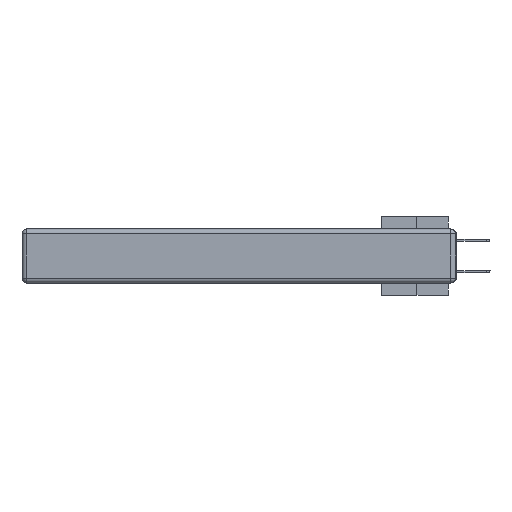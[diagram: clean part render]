
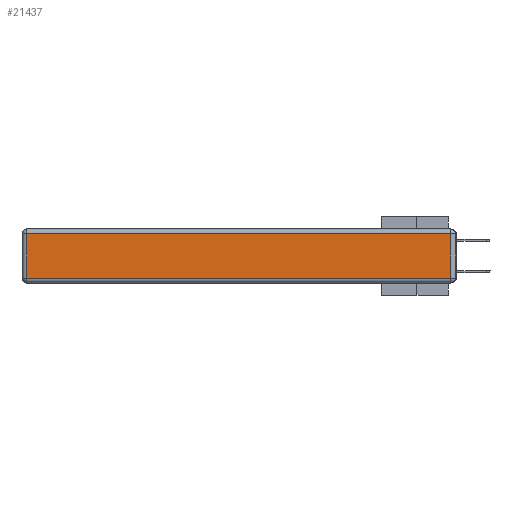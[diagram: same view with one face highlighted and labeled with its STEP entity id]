
A CAD part, left-side view. The second image highlights one B-rep face of the part: STEP entity #21437.
In plain terms, the highlighted planar face has unit normal (-1, 0, 0).
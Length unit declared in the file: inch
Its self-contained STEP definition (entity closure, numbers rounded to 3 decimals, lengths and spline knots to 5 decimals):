
#194 = VERTEX_POINT ( 'NONE', #23262 ) ;
#411 = CARTESIAN_POINT ( 'NONE',  ( 0., 2.75, -0.03 ) ) ;
#2035 = CARTESIAN_POINT ( 'NONE',  ( 0., 2.72, -0.03 ) ) ;
#4162 = VERTEX_POINT ( 'NONE', #7027 ) ;
#5054 = EDGE_CURVE ( 'NONE', #25117, #194, #10236, .T. ) ;
#5118 = VERTEX_POINT ( 'NONE', #2035 ) ;
#6456 = DIRECTION ( 'NONE',  ( 0., -1., 0. ) ) ;
#7027 = CARTESIAN_POINT ( 'NONE',  ( 0., 2.72, -0.313 ) ) ;
#7230 = DIRECTION ( 'NONE',  ( 0., 0., 1. ) ) ;
#7881 = CARTESIAN_POINT ( 'NONE',  ( 0., 0.03, -0.313 ) ) ;
#10037 = AXIS2_PLACEMENT_3D ( 'NONE', #22196, #11695, #30067 ) ;
#10236 = LINE ( 'NONE', #12683, #22198 ) ;
#10601 = FACE_OUTER_BOUND ( 'NONE', #21685, .T. ) ;
#11695 = DIRECTION ( 'NONE',  ( -1., 0., 0. ) ) ;
#11807 = PLANE ( 'NONE',  #10037 ) ;
#12643 = ORIENTED_EDGE ( 'NONE', *, *, #5054, .T. ) ;
#12683 = CARTESIAN_POINT ( 'NONE',  ( 0., 0.03, -0.343 ) ) ;
#14544 = EDGE_CURVE ( 'NONE', #4162, #25117, #28202, .T. ) ;
#15052 = VECTOR ( 'NONE', #15961, 39.37008 ) ;
#15961 = DIRECTION ( 'NONE',  ( 0., 1., 0. ) ) ;
#16009 = LINE ( 'NONE', #32569, #26415 ) ;
#19080 = CARTESIAN_POINT ( 'NONE',  ( 0., 0., -0.313 ) ) ;
#20692 = EDGE_CURVE ( 'NONE', #194, #5118, #26595, .T. ) ;
#20825 = ORIENTED_EDGE ( 'NONE', *, *, #14544, .T. ) ;
#21218 = ORIENTED_EDGE ( 'NONE', *, *, #20692, .T. ) ;
#21437 = ADVANCED_FACE ( 'NONE', ( #10601 ), #11807, .T. ) ;
#21685 = EDGE_LOOP ( 'NONE', ( #20825, #12643, #21218, #29018 ) ) ;
#22196 = CARTESIAN_POINT ( 'NONE',  ( 0., 0., -0.343 ) ) ;
#22198 = VECTOR ( 'NONE', #7230, 39.37008 ) ;
#22245 = DIRECTION ( 'NONE',  ( 0., 0., -1. ) ) ;
#23262 = CARTESIAN_POINT ( 'NONE',  ( 0., 0.03, -0.03 ) ) ;
#23513 = EDGE_CURVE ( 'NONE', #5118, #4162, #16009, .T. ) ;
#25117 = VERTEX_POINT ( 'NONE', #7881 ) ;
#25412 = VECTOR ( 'NONE', #6456, 39.37008 ) ;
#26415 = VECTOR ( 'NONE', #22245, 39.37008 ) ;
#26595 = LINE ( 'NONE', #411, #15052 ) ;
#28202 = LINE ( 'NONE', #19080, #25412 ) ;
#29018 = ORIENTED_EDGE ( 'NONE', *, *, #23513, .T. ) ;
#30067 = DIRECTION ( 'NONE',  ( 0., 0., 1. ) ) ;
#32569 = CARTESIAN_POINT ( 'NONE',  ( 0., 2.72, -0.343 ) ) ;
